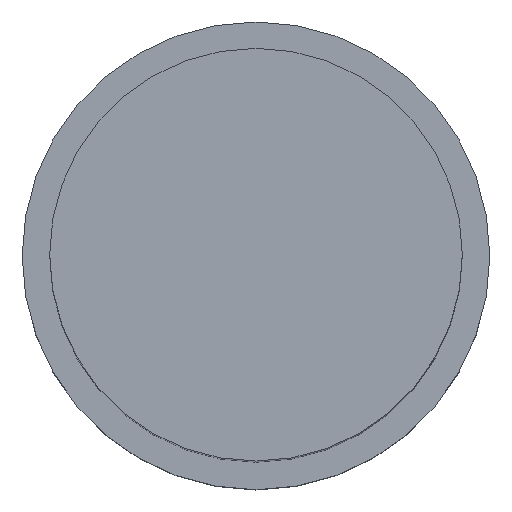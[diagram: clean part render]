
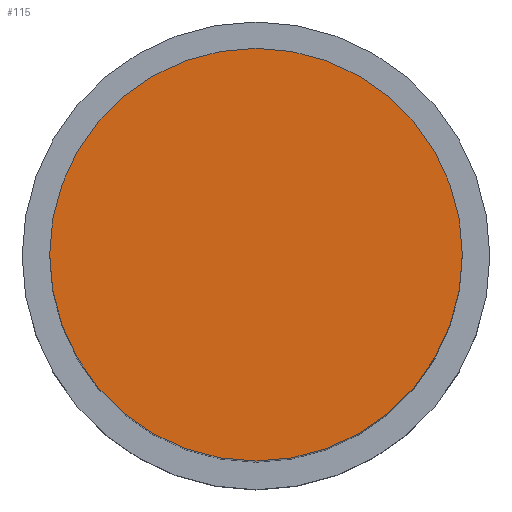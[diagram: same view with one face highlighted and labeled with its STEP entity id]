
A CAD part, top view. The second image highlights one B-rep face of the part: STEP entity #115.
In plain terms, the highlighted planar face has unit normal (0, 0, 1).
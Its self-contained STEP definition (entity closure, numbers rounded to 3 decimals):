
#20=PLANE('',#144);
#28=FACE_OUTER_BOUND('',#39,.T.);
#39=EDGE_LOOP('',(#90));
#58=CIRCLE('',#142,1.5);
#66=VERTEX_POINT('',#206);
#74=EDGE_CURVE('',#66,#66,#58,.T.);
#90=ORIENTED_EDGE('',*,*,#74,.T.);
#115=ADVANCED_FACE('',(#28),#20,.T.);
#142=AXIS2_PLACEMENT_3D('',#207,#164,#165);
#144=AXIS2_PLACEMENT_3D('',#211,#169,#170);
#164=DIRECTION('center_axis',(0.,0.,1.));
#165=DIRECTION('ref_axis',(-1.,0.,0.));
#169=DIRECTION('center_axis',(0.,0.,1.));
#170=DIRECTION('ref_axis',(-1.,0.,0.));
#206=CARTESIAN_POINT('',(1.5,0.,6.));
#207=CARTESIAN_POINT('Origin',(0.,0.,6.));
#211=CARTESIAN_POINT('Origin',(0.,0.,6.));
